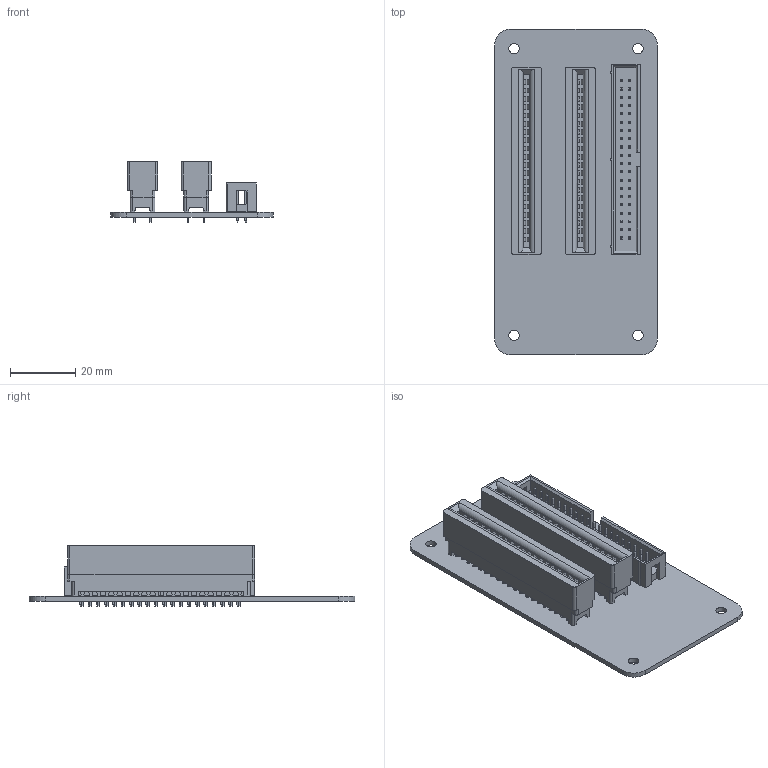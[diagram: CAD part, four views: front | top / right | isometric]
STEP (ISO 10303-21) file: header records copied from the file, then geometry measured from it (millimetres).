
FILE_DESCRIPTION(('KiCad electronic assembly'),'2;1');
FILE_NAME('Backplane Helper.step','2025-12-02T20:42:55',('Pcbnew'),( 'Kicad'),'Open CASCADE STEP processor 7.8','KiCad to STEP converter' ,'Unknown');
FILE_SCHEMA(('AUTOMOTIVE_DESIGN { 1 0 10303 214 1 1 1 1 }'));
Length unit declared in the file: millimetre
Products named in the file (6): Backplane Helper 1; 5-5530843-4; 61204021621; 6120xx21621_PIN; Backplane Helper_PCB
Assembly tree (45 placements, depth 3):
  Backplane Helper 1
    5-5530843-4  x2
    61204021621
      6120xx21621_PIN  x40
      61204021621
    Backplane Helper_PCB
Bounding box: 50 x 100 x 18.68 mm (x, y, z)
Volume: 22071.7 mm3; surface area: 23571 mm2
Topology: 44 solids, 44 shells, 2035 faces, 4847 edges, 3068 vertices
Faces by surface type: plane 1782, cylinder 253
Full cylindrical faces by diameter (mm): 0.85 x6, 1 x120, 3.2 x4
Entity records: 33518 total; most frequent: CARTESIAN_POINT 5290, ORIENTED_EDGE 5100, DIRECTION 5026, EDGE_CURVE 2550, LINE 2148, VECTOR 2148, VERTEX_POINT 1642, AXIS2_PLACEMENT_3D 1439
